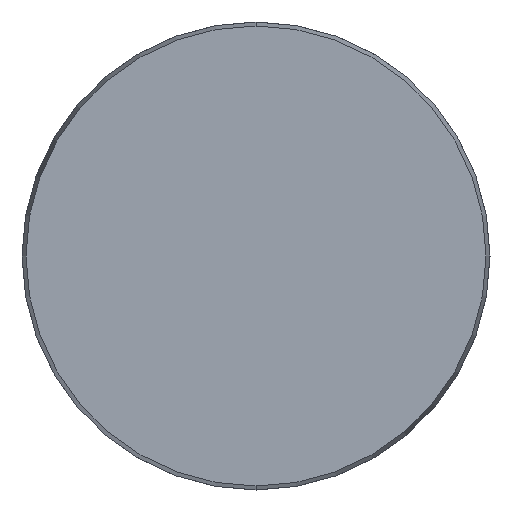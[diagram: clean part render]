
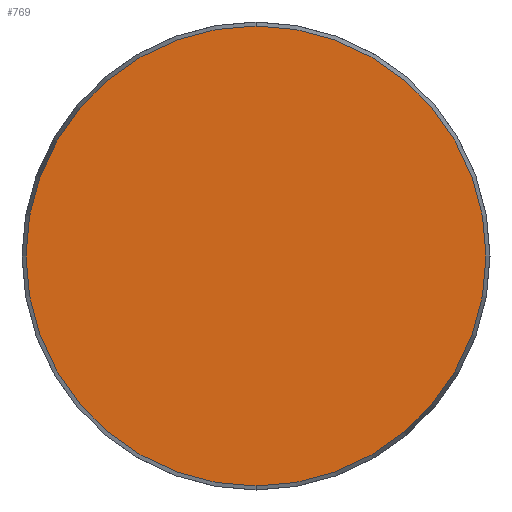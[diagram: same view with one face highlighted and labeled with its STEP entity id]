
A CAD part, front view. The second image highlights one B-rep face of the part: STEP entity #769.
In plain terms, the highlighted planar face has unit normal (0, -1, 0).
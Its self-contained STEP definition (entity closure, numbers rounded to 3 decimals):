
#13 = AXIS2_PLACEMENT_3D ( 'NONE', #137, #60, #499 ) ;
#27 = DIRECTION ( 'NONE',  ( 0., 0., -1. ) ) ;
#48 = DIRECTION ( 'NONE',  ( 0., -1., 0. ) ) ;
#60 = DIRECTION ( 'NONE',  ( 0., 1., 0. ) ) ;
#79 = CIRCLE ( 'NONE', #196, 49.143 ) ;
#128 = EDGE_LOOP ( 'NONE', ( #145, #774 ) ) ;
#137 = CARTESIAN_POINT ( 'NONE',  ( -49.143, 0., 0. ) ) ;
#145 = ORIENTED_EDGE ( 'NONE', *, *, #737, .T. ) ;
#173 = CIRCLE ( 'NONE', #817, 49.143 ) ;
#196 = AXIS2_PLACEMENT_3D ( 'NONE', #620, #48, #1007 ) ;
#236 = VERTEX_POINT ( 'NONE', #751 ) ;
#499 = DIRECTION ( 'NONE',  ( 0., 0., 1. ) ) ;
#518 = VERTEX_POINT ( 'NONE', #969 ) ;
#536 = FACE_OUTER_BOUND ( 'NONE', #128, .T. ) ;
#620 = CARTESIAN_POINT ( 'NONE',  ( 0., 0., 0. ) ) ;
#737 = EDGE_CURVE ( 'NONE', #518, #236, #79, .T. ) ;
#742 = DIRECTION ( 'NONE',  ( 0., -1., 0. ) ) ;
#751 = CARTESIAN_POINT ( 'NONE',  ( 0., 0., -49.143 ) ) ;
#769 = ADVANCED_FACE ( 'NONE', ( #536 ), #857, .F. ) ;
#774 = ORIENTED_EDGE ( 'NONE', *, *, #847, .T. ) ;
#817 = AXIS2_PLACEMENT_3D ( 'NONE', #977, #742, #27 ) ;
#847 = EDGE_CURVE ( 'NONE', #236, #518, #173, .T. ) ;
#857 = PLANE ( 'NONE',  #13 ) ;
#969 = CARTESIAN_POINT ( 'NONE',  ( 0., 0., 49.143 ) ) ;
#977 = CARTESIAN_POINT ( 'NONE',  ( 0., 0., 0. ) ) ;
#1007 = DIRECTION ( 'NONE',  ( 0., 0., -1. ) ) ;
